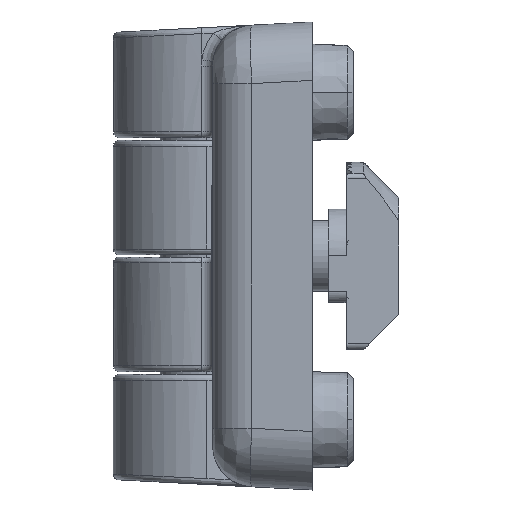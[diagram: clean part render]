
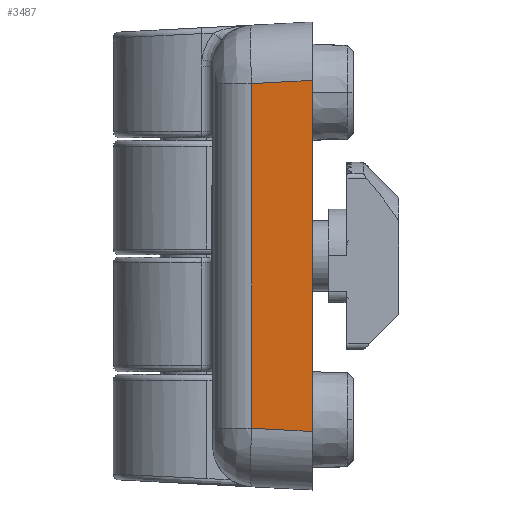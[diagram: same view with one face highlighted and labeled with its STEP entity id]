
A CAD part, left-side view. The second image highlights one B-rep face of the part: STEP entity #3487.
In plain terms, the highlighted planar face has unit normal (-0.999, 0.052, 0).
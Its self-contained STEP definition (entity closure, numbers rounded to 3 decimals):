
#424 = EDGE_LOOP ( 'NONE', ( #22953, #13731, #24110, #2785 ) ) ;
#968 = CARTESIAN_POINT ( 'NONE',  ( -30., -9., -19.99 ) ) ;
#1162 = CARTESIAN_POINT ( 'NONE',  ( -29.728, -3.817, -14.725 ) ) ;
#1484 = CARTESIAN_POINT ( 'NONE',  ( -29.728, -3.817, -19.99 ) ) ;
#1715 = FACE_OUTER_BOUND ( 'NONE', #424, .T. ) ;
#2785 = ORIENTED_EDGE ( 'NONE', *, *, #19991, .T. ) ;
#2800 = VERTEX_POINT ( 'NONE', #22582 ) ;
#3012 = VERTEX_POINT ( 'NONE', #17765 ) ;
#3145 = PLANE ( 'NONE',  #13714 ) ;
#3487 = ADVANCED_FACE ( 'NONE', ( #1715 ), #3145, .T. ) ;
#3724 = VECTOR ( 'NONE', #10575, 1000. ) ;
#3977 = VECTOR ( 'NONE', #12913, 1000. ) ;
#4372 = VECTOR ( 'NONE', #13856, 1000. ) ;
#5832 = LINE ( 'NONE', #1162, #7685 ) ;
#7685 = VECTOR ( 'NONE', #15120, 1000. ) ;
#9057 = CARTESIAN_POINT ( 'NONE',  ( -30., -9., -19.99 ) ) ;
#10575 = DIRECTION ( 'NONE',  ( -0.052, -0.997, 0.052 ) ) ;
#11132 = EDGE_CURVE ( 'NONE', #3012, #14651, #19617, .T. ) ;
#12330 = CARTESIAN_POINT ( 'NONE',  ( -29.728, -3.817, 14.745 ) ) ;
#12913 = DIRECTION ( 'NONE',  ( 0., 0., 1. ) ) ;
#13442 = LINE ( 'NONE', #1484, #4372 ) ;
#13714 = AXIS2_PLACEMENT_3D ( 'NONE', #9057, #17280, #15124 ) ;
#13731 = ORIENTED_EDGE ( 'NONE', *, *, #14901, .T. ) ;
#13856 = DIRECTION ( 'NONE',  ( 0., 0., -1. ) ) ;
#14651 = VERTEX_POINT ( 'NONE', #18212 ) ;
#14901 = EDGE_CURVE ( 'NONE', #3012, #25611, #13442, .T. ) ;
#15120 = DIRECTION ( 'NONE',  ( -0.052, -0.997, -0.052 ) ) ;
#15124 = DIRECTION ( 'NONE',  ( -0.052, -0.999, 0. ) ) ;
#17280 = DIRECTION ( 'NONE',  ( -0.999, 0.052, 0. ) ) ;
#17765 = CARTESIAN_POINT ( 'NONE',  ( -29.728, -3.817, 14.745 ) ) ;
#18212 = CARTESIAN_POINT ( 'NONE',  ( -30., -9., 15.017 ) ) ;
#18942 = LINE ( 'NONE', #968, #3977 ) ;
#19617 = LINE ( 'NONE', #12330, #3724 ) ;
#19991 = EDGE_CURVE ( 'NONE', #2800, #14651, #18942, .T. ) ;
#20602 = EDGE_CURVE ( 'NONE', #25611, #2800, #5832, .T. ) ;
#22582 = CARTESIAN_POINT ( 'NONE',  ( -30., -9., -14.997 ) ) ;
#22953 = ORIENTED_EDGE ( 'NONE', *, *, #11132, .F. ) ;
#24110 = ORIENTED_EDGE ( 'NONE', *, *, #20602, .T. ) ;
#25610 = CARTESIAN_POINT ( 'NONE',  ( -29.728, -3.817, -14.725 ) ) ;
#25611 = VERTEX_POINT ( 'NONE', #25610 ) ;
